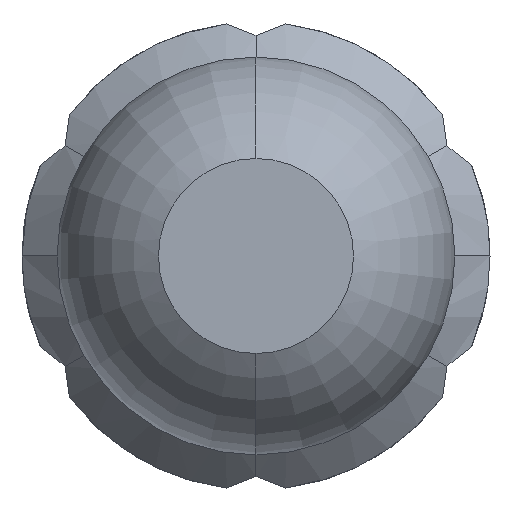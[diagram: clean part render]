
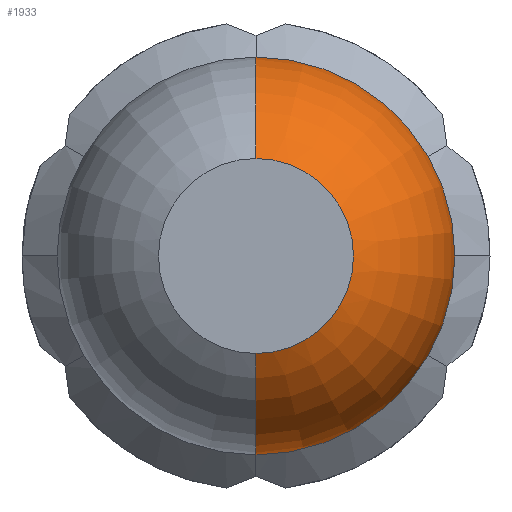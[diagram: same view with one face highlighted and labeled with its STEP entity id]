
A CAD part, front view. The second image highlights one B-rep face of the part: STEP entity #1933.
In plain terms, the highlighted toroidal (fillet/blend) face has major radius 0.01 mm and minor radius 0.5 mm.
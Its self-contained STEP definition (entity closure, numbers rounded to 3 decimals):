
#227 = EDGE_CURVE ( 'NONE', #914, #1716, #1460, .T. ) ;
#289 = EDGE_CURVE ( 'Defeature ausgef�hrt1_6+Defeature ausgef�hrt1_5+Defeature ausgef�hrt1_5+Defeature ausgef�hrt1_5', #2542, #1716, #3331, .T. ) ;
#324 = FACE_OUTER_BOUND ( 'NONE', #3491, .T. ) ;
#521 = CIRCLE ( 'NONE', #3795, 0.5 ) ;
#586 = EDGE_CURVE ( 'NONE', #3860, #2542, #521, .T. ) ;
#705 = DIRECTION ( 'NONE',  ( 0., 1., 0. ) ) ;
#812 = ORIENTED_EDGE ( 'NONE', *, *, #289, .F. ) ;
#914 = VERTEX_POINT ( 'NONE', #1414 ) ;
#1106 = DIRECTION ( 'NONE',  ( 0., 0., 1. ) ) ;
#1161 = DIRECTION ( 'NONE',  ( -1., 0., 0. ) ) ;
#1271 = DIRECTION ( 'NONE',  ( 0., 0., -1. ) ) ;
#1279 = AXIS2_PLACEMENT_3D ( 'NONE', #3462, #2173, #1271 ) ;
#1414 = CARTESIAN_POINT ( 'NONE',  ( 0., -30.4, -0.25 ) ) ;
#1460 = CIRCLE ( 'NONE', #1279, 0.5 ) ;
#1500 = CARTESIAN_POINT ( 'NONE',  ( 0., -29.961, 0.01 ) ) ;
#1558 = DIRECTION ( 'NONE',  ( 0., 0., 1. ) ) ;
#1716 = VERTEX_POINT ( 'NONE', #1981 ) ;
#1905 = AXIS2_PLACEMENT_3D ( 'NONE', #2371, #3639, #1106 ) ;
#1933 = ADVANCED_FACE ( 'Defeature ausgef�hrt1_5', ( #324 ), #2185, .T. ) ;
#1981 = CARTESIAN_POINT ( 'NONE',  ( 0., -29.961, -0.51 ) ) ;
#2111 = AXIS2_PLACEMENT_3D ( 'NONE', #3227, #705, #3824 ) ;
#2118 = DIRECTION ( 'NONE',  ( 0., -1., 0. ) ) ;
#2173 = DIRECTION ( 'NONE',  ( 1., 0., 0. ) ) ;
#2185 = TOROIDAL_SURFACE ( 'NONE', #1905, 0.01, 0.5 ) ;
#2371 = CARTESIAN_POINT ( 'NONE',  ( 0., -29.961, 0. ) ) ;
#2542 = VERTEX_POINT ( 'NONE', #3380 ) ;
#2724 = CARTESIAN_POINT ( 'NONE',  ( 0., -30.4, 0.25 ) ) ;
#2977 = EDGE_CURVE ( 'Defeature ausgef�hrt1_27+Defeature ausgef�hrt1_5+Defeature ausgef�hrt1_5+Defeature ausgef�hrt1_5', #914, #3860, #3371, .T. ) ;
#3065 = ORIENTED_EDGE ( 'NONE', *, *, #2977, .F. ) ;
#3223 = ORIENTED_EDGE ( 'NONE', *, *, #227, .T. ) ;
#3227 = CARTESIAN_POINT ( 'NONE',  ( 0., -29.961, 0. ) ) ;
#3331 = CIRCLE ( 'NONE', #2111, 0.51 ) ;
#3370 = DIRECTION ( 'NONE',  ( 0., 0., -1. ) ) ;
#3371 = CIRCLE ( 'NONE', #3999, 0.25 ) ;
#3380 = CARTESIAN_POINT ( 'NONE',  ( 0., -29.961, 0.51 ) ) ;
#3462 = CARTESIAN_POINT ( 'NONE',  ( 0., -29.961, -0.01 ) ) ;
#3491 = EDGE_LOOP ( 'NONE', ( #3065, #3223, #812, #4042 ) ) ;
#3639 = DIRECTION ( 'NONE',  ( 0., 1., 0. ) ) ;
#3795 = AXIS2_PLACEMENT_3D ( 'NONE', #1500, #1161, #1558 ) ;
#3824 = DIRECTION ( 'NONE',  ( 0., 0., 1. ) ) ;
#3860 = VERTEX_POINT ( 'NONE', #2724 ) ;
#3997 = CARTESIAN_POINT ( 'NONE',  ( 0., -30.4, 0. ) ) ;
#3999 = AXIS2_PLACEMENT_3D ( 'NONE', #3997, #2118, #3370 ) ;
#4042 = ORIENTED_EDGE ( 'NONE', *, *, #586, .F. ) ;
